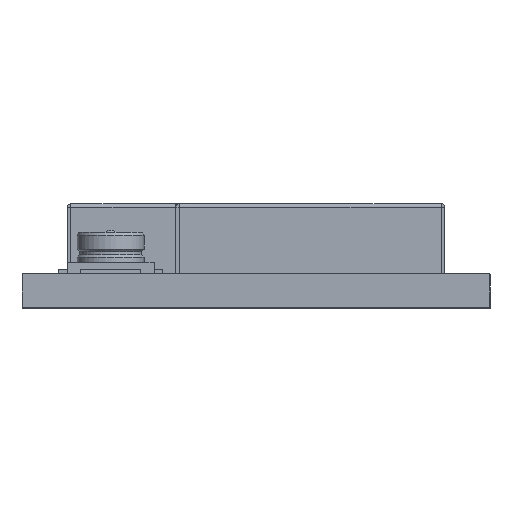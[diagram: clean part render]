
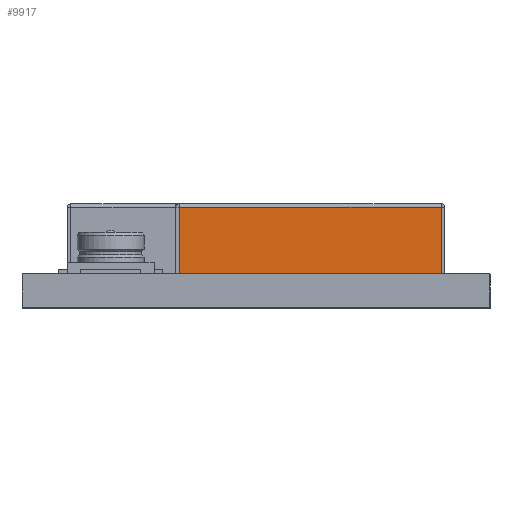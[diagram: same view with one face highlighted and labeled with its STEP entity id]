
A CAD part, top view. The second image highlights one B-rep face of the part: STEP entity #9917.
In plain terms, the highlighted planar face has unit normal (0, 0, 1).
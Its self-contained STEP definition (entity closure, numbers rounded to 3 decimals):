
#525 = CARTESIAN_POINT ( 'NONE',  ( 5.543, 0., 9.25 ) ) ;
#554 = CARTESIAN_POINT ( 'NONE',  ( -2.4, 1., 9.25 ) ) ;
#1156 = ORIENTED_EDGE ( 'NONE', *, *, #4146, .F. ) ;
#1394 = AXIS2_PLACEMENT_3D ( 'NONE', #6868, #7025, #2157 ) ;
#1398 = VERTEX_POINT ( 'NONE', #13976 ) ;
#1580 = EDGE_CURVE ( 'NONE', #1398, #13054, #5455, .T. ) ;
#1749 = LINE ( 'NONE', #7940, #8663 ) ;
#2157 = DIRECTION ( 'NONE',  ( 0., -1., 0. ) ) ;
#2460 = CARTESIAN_POINT ( 'NONE',  ( 5.543, 1., 9.25 ) ) ;
#3144 = LINE ( 'NONE', #554, #5288 ) ;
#4146 = EDGE_CURVE ( 'NONE', #15258, #14258, #3144, .T. ) ;
#4214 = DIRECTION ( 'NONE',  ( 0., 1., 0. ) ) ;
#4921 = VECTOR ( 'NONE', #15046, 1000. ) ;
#5033 = EDGE_CURVE ( 'NONE', #15258, #1398, #6511, .T. ) ;
#5288 = VECTOR ( 'NONE', #8975, 1000. ) ;
#5455 = LINE ( 'NONE', #11287, #4921 ) ;
#5566 = VECTOR ( 'NONE', #4214, 1000. ) ;
#5693 = FACE_OUTER_BOUND ( 'NONE', #11438, .T. ) ;
#6130 = CARTESIAN_POINT ( 'NONE',  ( -2.29, 1., 9.25 ) ) ;
#6511 = LINE ( 'NONE', #525, #5566 ) ;
#6868 = CARTESIAN_POINT ( 'NONE',  ( 0., 0., 9.25 ) ) ;
#7025 = DIRECTION ( 'NONE',  ( 0., 0., 1. ) ) ;
#7185 = PLANE ( 'NONE',  #1394 ) ;
#7940 = CARTESIAN_POINT ( 'NONE',  ( -2.29, 0., 9.25 ) ) ;
#8663 = VECTOR ( 'NONE', #11511, 1000. ) ;
#8975 = DIRECTION ( 'NONE',  ( -1., 0., 0. ) ) ;
#9917 = ADVANCED_FACE ( 'NONE', ( #5693 ), #7185, .T. ) ;
#10180 = EDGE_CURVE ( 'NONE', #14258, #13054, #1749, .T. ) ;
#10309 = CARTESIAN_POINT ( 'NONE',  ( -2.29, 2.99, 9.25 ) ) ;
#10823 = ORIENTED_EDGE ( 'NONE', *, *, #5033, .T. ) ;
#11141 = ORIENTED_EDGE ( 'NONE', *, *, #1580, .T. ) ;
#11287 = CARTESIAN_POINT ( 'NONE',  ( 0., 2.99, 9.25 ) ) ;
#11438 = EDGE_LOOP ( 'NONE', ( #11141, #12944, #1156, #10823 ) ) ;
#11511 = DIRECTION ( 'NONE',  ( 0., 1., 0. ) ) ;
#12944 = ORIENTED_EDGE ( 'NONE', *, *, #10180, .F. ) ;
#13054 = VERTEX_POINT ( 'NONE', #10309 ) ;
#13976 = CARTESIAN_POINT ( 'NONE',  ( 5.543, 2.99, 9.25 ) ) ;
#14258 = VERTEX_POINT ( 'NONE', #6130 ) ;
#15046 = DIRECTION ( 'NONE',  ( -1., 0., 0. ) ) ;
#15258 = VERTEX_POINT ( 'NONE', #2460 ) ;
